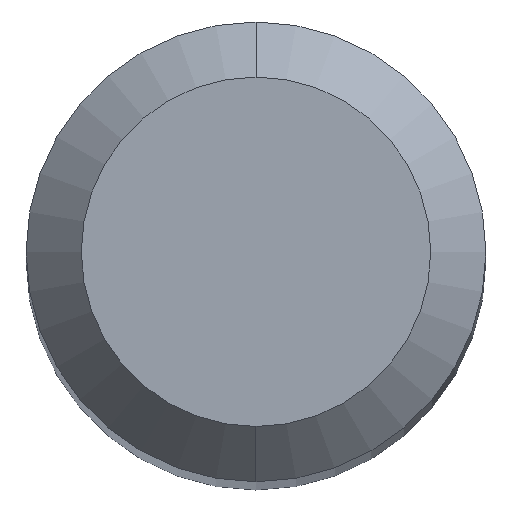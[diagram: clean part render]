
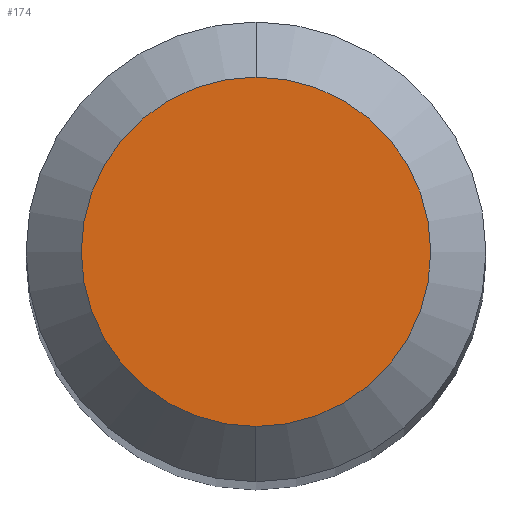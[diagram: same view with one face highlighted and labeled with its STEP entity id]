
A CAD part, top view. The second image highlights one B-rep face of the part: STEP entity #174.
In plain terms, the highlighted planar face has unit normal (0, 0, 1).
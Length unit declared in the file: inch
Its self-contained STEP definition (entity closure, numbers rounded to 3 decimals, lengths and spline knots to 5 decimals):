
#15 = DIRECTION ( 'NONE',  ( 0., 0., 1. ) ) ;
#57 = VERTEX_POINT ( 'NONE', #230 ) ;
#59 = DIRECTION ( 'NONE',  ( 0., -1., 0. ) ) ;
#135 = CIRCLE ( 'NONE', #335, 0.0475 ) ;
#173 = CARTESIAN_POINT ( 'NONE',  ( 0., 0.0475, 0. ) ) ;
#174 = ADVANCED_FACE ( 'NONE', ( #182 ), #340, .F. ) ;
#182 = FACE_OUTER_BOUND ( 'NONE', #240, .T. ) ;
#213 = CARTESIAN_POINT ( 'NONE',  ( 0., -0.0475, 0. ) ) ;
#230 = CARTESIAN_POINT ( 'NONE',  ( 0., 0.0475, 0. ) ) ;
#240 = EDGE_LOOP ( 'NONE', ( #308, #278 ) ) ;
#258 = AXIS2_PLACEMENT_3D ( 'NONE', #488, #15, #59 ) ;
#267 = CIRCLE ( 'NONE', #258, 0.0475 ) ;
#278 = ORIENTED_EDGE ( 'NONE', *, *, #341, .T. ) ;
#286 = EDGE_CURVE ( 'NONE', #57, #359, #267, .T. ) ;
#302 = DIRECTION ( 'NONE',  ( 0., -1., 0. ) ) ;
#308 = ORIENTED_EDGE ( 'NONE', *, *, #286, .T. ) ;
#333 = CARTESIAN_POINT ( 'NONE',  ( 0., 0., 0. ) ) ;
#335 = AXIS2_PLACEMENT_3D ( 'NONE', #333, #339, #302 ) ;
#339 = DIRECTION ( 'NONE',  ( 0., 0., 1. ) ) ;
#340 = PLANE ( 'NONE',  #389 ) ;
#341 = EDGE_CURVE ( 'NONE', #359, #57, #135, .T. ) ;
#359 = VERTEX_POINT ( 'NONE', #213 ) ;
#389 = AXIS2_PLACEMENT_3D ( 'NONE', #173, #419, #498 ) ;
#419 = DIRECTION ( 'NONE',  ( 0., 0., -1. ) ) ;
#488 = CARTESIAN_POINT ( 'NONE',  ( 0., 0., 0. ) ) ;
#498 = DIRECTION ( 'NONE',  ( 0., 1., 0. ) ) ;
